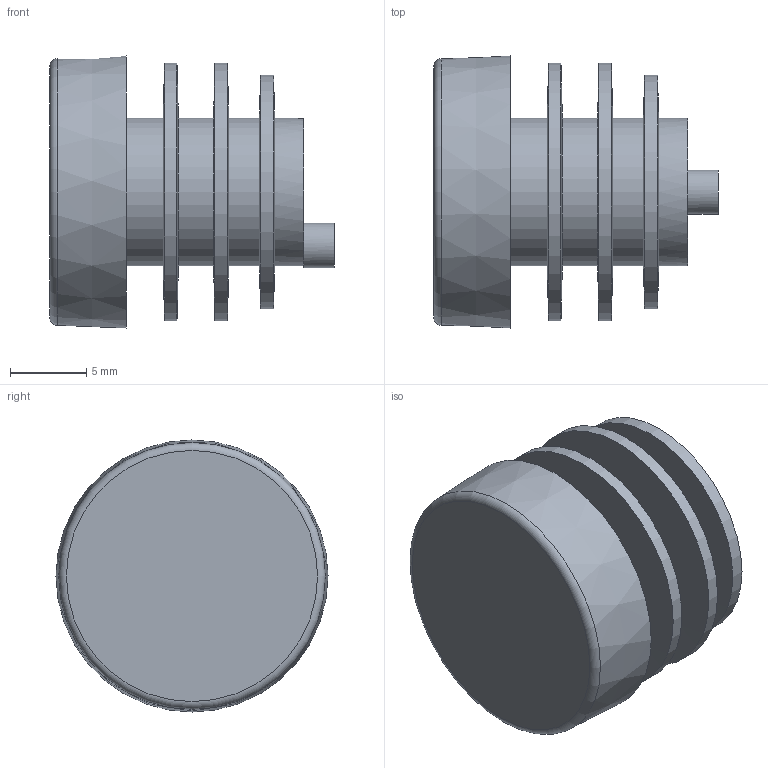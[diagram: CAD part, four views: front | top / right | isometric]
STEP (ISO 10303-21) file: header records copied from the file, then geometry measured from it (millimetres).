
FILE_DESCRIPTION( ( 'STEP AP214' ), '1' );
FILE_NAME( 'K0494.018150.stp', '2020-12-08T10:34:17', ( '' ), ( '' ), ' ', 'PARTsolutions', ' ' );
FILE_SCHEMA( ( 'AUTOMOTIVE_DESIGN { 1 0 10303 214 1 1 1 1 }' ) );
Length unit declared in the file: millimetre
Products named in the file (1): _K0494.018150
Bounding box: 18.62 x 17.8 x 17.8 mm (x, y, z)
Volume: 1736.6 mm3; surface area: 2354.9 mm2
Topology: 1 solids, 1 shells, 26 faces, 53 edges, 29 vertices
Faces by surface type: cylinder 10, plane 8, cone 7, torus 1
Full cylindrical faces by diameter (mm): 1 x1, 2.9 x1, 7.8 x1, 9.66 x4, 15.3 x1, 16.83 x2
Entity records: 778 total; most frequent: DIRECTION 116, CARTESIAN_POINT 83, ORIENTED_EDGE 62, AXIS2_PLACEMENT_3D 58, EDGE_LOOP 46, FACE_OUTER_BOUND 37, EDGE_CURVE 31, CIRCLE 31
